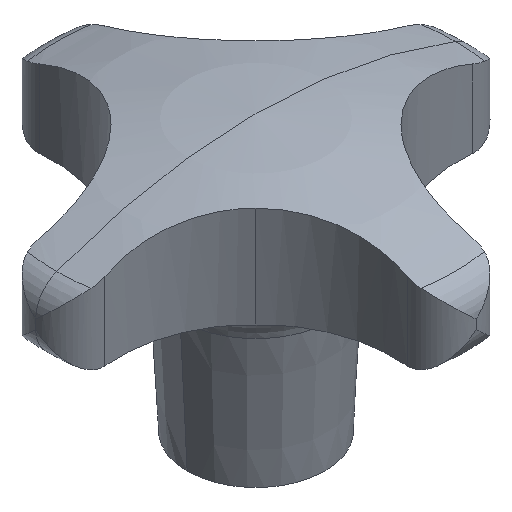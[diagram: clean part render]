
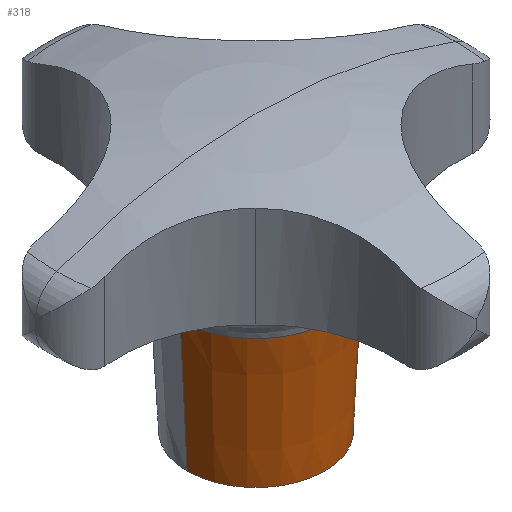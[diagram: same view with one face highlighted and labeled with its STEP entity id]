
A CAD part, isometric view. The second image highlights one B-rep face of the part: STEP entity #318.
In plain terms, the highlighted conical face has half-angle 3 degrees and reference radius 13.137 mm.
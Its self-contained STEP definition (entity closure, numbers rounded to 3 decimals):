
#274=EDGE_CURVE('',#662,#440,#748,.T.);
#318=ADVANCED_FACE('',(#796),#797,.T.);
#328=EDGE_CURVE('',#662,#414,#808,.T.);
#414=VERTEX_POINT('',#901);
#440=VERTEX_POINT('',#929);
#574=VERTEX_POINT('',#1079);
#578=EDGE_CURVE('',#574,#440,#1083,.T.);
#596=EDGE_CURVE('',#414,#574,#1101,.T.);
#662=VERTEX_POINT('',#1173);
#748=CIRCLE('',#1301,13.774);
#796=FACE_OUTER_BOUND('',#1416,.T.);
#797=CONICAL_SURFACE('',#1417,13.137,0.052);
#808=LINE('',#1432,#1433);
#901=CARTESIAN_POINT('',(12.5,0.,0.));
#929=CARTESIAN_POINT('',(-13.774,0.,24.314));
#1079=CARTESIAN_POINT('',(-12.5,0.,0.));
#1083=LINE('',#2149,#2150);
#1101=CIRCLE('',#2233,12.5);
#1173=CARTESIAN_POINT('',(13.774,0.,24.314));
#1301=AXIS2_PLACEMENT_3D('',#2504,#2505,#2506);
#1416=EDGE_LOOP('',(#2566,#2567,#2568,#2569));
#1417=AXIS2_PLACEMENT_3D('',#2570,#2571,#2572);
#1432=CARTESIAN_POINT('',(13.137,0.,12.157));
#1433=VECTOR('',#2584,1.0);
#2149=CARTESIAN_POINT('',(-13.137,0.,12.157));
#2150=VECTOR('',#2890,1.0);
#2233=AXIS2_PLACEMENT_3D('',#2897,#2898,#2899);
#2504=CARTESIAN_POINT('',(0.0,0.,24.314));
#2505=DIRECTION('',(0.0,0.0,-1.0));
#2506=DIRECTION('',(1.0,0.,0.0));
#2566=ORIENTED_EDGE('',*,*,#328,.F.);
#2567=ORIENTED_EDGE('',*,*,#274,.T.);
#2568=ORIENTED_EDGE('',*,*,#578,.F.);
#2569=ORIENTED_EDGE('',*,*,#596,.F.);
#2570=CARTESIAN_POINT('',(0.0,0.,12.157));
#2571=DIRECTION('',(-0.0,-0.0,1.0));
#2572=DIRECTION('',(1.0,0.,0.0));
#2584=DIRECTION('',(-0.052,0.,-0.999));
#2890=DIRECTION('',(-0.052,0.,0.999));
#2897=CARTESIAN_POINT('',(0.0,0.,0.));
#2898=DIRECTION('',(0.0,0.0,-1.0));
#2899=DIRECTION('',(1.0,0.,0.0));
